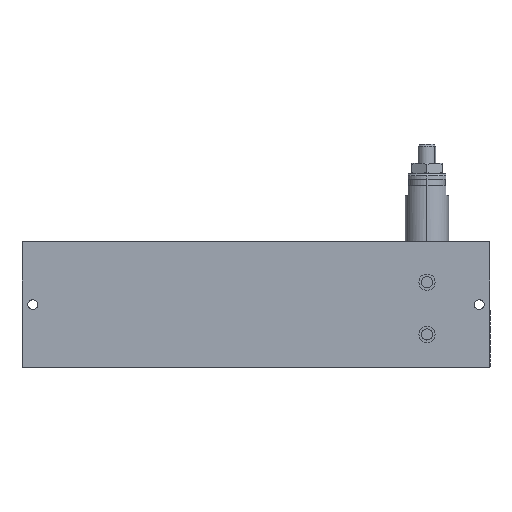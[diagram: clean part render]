
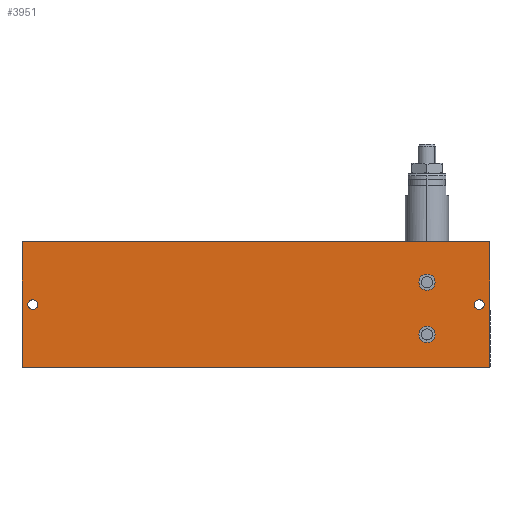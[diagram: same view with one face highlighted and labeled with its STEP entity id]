
A CAD part, front view. The second image highlights one B-rep face of the part: STEP entity #3951.
In plain terms, the highlighted planar face has unit normal (0, -1, 0).
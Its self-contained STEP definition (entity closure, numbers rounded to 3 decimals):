
#233 = FACE_BOUND ( 'NONE', #2239, .T. ) ;
#282 = DIRECTION ( 'NONE',  ( 0., 0., -1. ) ) ;
#362 = CARTESIAN_POINT ( 'NONE',  ( -286.869, 180.786, 378.046 ) ) ;
#373 = EDGE_CURVE ( 'NONE', #9671, #7913, #2778, .T. ) ;
#430 = AXIS2_PLACEMENT_3D ( 'NONE', #6322, #7062, #2538 ) ;
#470 = DIRECTION ( 'NONE',  ( 1., 0., 0. ) ) ;
#589 = AXIS2_PLACEMENT_3D ( 'NONE', #5285, #747, #6050 ) ;
#747 = DIRECTION ( 'NONE',  ( 0., 1., 0. ) ) ;
#793 = DIRECTION ( 'NONE',  ( 1., 0., 0. ) ) ;
#938 = AXIS2_PLACEMENT_3D ( 'NONE', #1425, #6733, #2195 ) ;
#987 = CIRCLE ( 'NONE', #1459, 4.5 ) ;
#1046 = CARTESIAN_POINT ( 'NONE',  ( -280.869, 180.786, 413.046 ) ) ;
#1121 = EDGE_CURVE ( 'NONE', #2526, #9154, #7375, .T. ) ;
#1158 = CARTESIAN_POINT ( 'NONE',  ( -26.869, 180.786, 448.046 ) ) ;
#1224 = VERTEX_POINT ( 'NONE', #6822 ) ;
#1263 = EDGE_CURVE ( 'NONE', #4389, #2616, #6444, .T. ) ;
#1383 = EDGE_CURVE ( 'NONE', #1224, #3525, #7968, .T. ) ;
#1393 = EDGE_CURVE ( 'NONE', #4389, #2670, #1677, .T. ) ;
#1425 = CARTESIAN_POINT ( 'NONE',  ( -61.869, 180.786, 396.546 ) ) ;
#1441 = DIRECTION ( 'NONE',  ( 0., -1., 0. ) ) ;
#1459 = AXIS2_PLACEMENT_3D ( 'NONE', #3757, #9037, #4506 ) ;
#1461 = VECTOR ( 'NONE', #7032, 1000. ) ;
#1466 = VERTEX_POINT ( 'NONE', #4194 ) ;
#1536 = ORIENTED_EDGE ( 'NONE', *, *, #373, .T. ) ;
#1545 = CARTESIAN_POINT ( 'NONE',  ( -286.869, 180.786, 448.046 ) ) ;
#1636 = ORIENTED_EDGE ( 'NONE', *, *, #2768, .F. ) ;
#1677 = LINE ( 'NONE', #6279, #1461 ) ;
#1682 = EDGE_CURVE ( 'NONE', #7913, #9671, #5460, .T. ) ;
#1810 = DIRECTION ( 'NONE',  ( 0., 0., 1. ) ) ;
#2048 = LINE ( 'NONE', #9337, #9611 ) ;
#2157 = ORIENTED_EDGE ( 'NONE', *, *, #3031, .T. ) ;
#2178 = VECTOR ( 'NONE', #793, 1000. ) ;
#2195 = DIRECTION ( 'NONE',  ( 0., 0., -1. ) ) ;
#2239 = EDGE_LOOP ( 'NONE', ( #8849, #2157 ) ) ;
#2269 = VERTEX_POINT ( 'NONE', #6463 ) ;
#2466 = CARTESIAN_POINT ( 'NONE',  ( -61.869, 180.786, 401.046 ) ) ;
#2526 = VERTEX_POINT ( 'NONE', #6869 ) ;
#2531 = AXIS2_PLACEMENT_3D ( 'NONE', #4076, #9357, #4849 ) ;
#2538 = DIRECTION ( 'NONE',  ( 0., 0., 1. ) ) ;
#2552 = DIRECTION ( 'NONE',  ( 0., 1., 0. ) ) ;
#2614 = CIRCLE ( 'NONE', #6942, 2.75 ) ;
#2616 = VERTEX_POINT ( 'NONE', #1158 ) ;
#2670 = VERTEX_POINT ( 'NONE', #7261 ) ;
#2737 = EDGE_LOOP ( 'NONE', ( #1536, #9244 ) ) ;
#2768 = EDGE_CURVE ( 'NONE', #3525, #1224, #8080, .T. ) ;
#2778 = CIRCLE ( 'NONE', #2531, 2.75 ) ;
#2927 = CIRCLE ( 'NONE', #9734, 2.75 ) ;
#3031 = EDGE_CURVE ( 'NONE', #1466, #7065, #2614, .T. ) ;
#3130 = VECTOR ( 'NONE', #470, 1000. ) ;
#3237 = DIRECTION ( 'NONE',  ( 0., -1., 0. ) ) ;
#3244 = ORIENTED_EDGE ( 'NONE', *, *, #1263, .F. ) ;
#3525 = VERTEX_POINT ( 'NONE', #9218 ) ;
#3611 = ORIENTED_EDGE ( 'NONE', *, *, #1393, .T. ) ;
#3757 = CARTESIAN_POINT ( 'NONE',  ( -61.869, 180.786, 396.546 ) ) ;
#3844 = LINE ( 'NONE', #362, #3130 ) ;
#3951 = ADVANCED_FACE ( 'NONE', ( #7804, #8309, #233, #6286, #6280 ), #4802, .F. ) ;
#3979 = EDGE_CURVE ( 'NONE', #7065, #1466, #2927, .T. ) ;
#4076 = CARTESIAN_POINT ( 'NONE',  ( -32.869, 180.786, 413.046 ) ) ;
#4194 = CARTESIAN_POINT ( 'NONE',  ( -280.869, 180.786, 410.296 ) ) ;
#4389 = VERTEX_POINT ( 'NONE', #6526 ) ;
#4506 = DIRECTION ( 'NONE',  ( 0., 0., -1. ) ) ;
#4802 = PLANE ( 'NONE',  #430 ) ;
#4849 = DIRECTION ( 'NONE',  ( 0., 0., 1. ) ) ;
#5275 = ORIENTED_EDGE ( 'NONE', *, *, #6276, .F. ) ;
#5285 = CARTESIAN_POINT ( 'NONE',  ( -32.869, 180.786, 413.046 ) ) ;
#5460 = CIRCLE ( 'NONE', #589, 2.75 ) ;
#5663 = ORIENTED_EDGE ( 'NONE', *, *, #1121, .F. ) ;
#5853 = ORIENTED_EDGE ( 'NONE', *, *, #6480, .T. ) ;
#6000 = CARTESIAN_POINT ( 'NONE',  ( -61.869, 180.786, 425.546 ) ) ;
#6050 = DIRECTION ( 'NONE',  ( 0., 0., 1. ) ) ;
#6134 = AXIS2_PLACEMENT_3D ( 'NONE', #6000, #1441, #6746 ) ;
#6276 = EDGE_CURVE ( 'NONE', #9154, #2526, #987, .T. ) ;
#6279 = CARTESIAN_POINT ( 'NONE',  ( -286.869, 180.786, 448.046 ) ) ;
#6280 = FACE_OUTER_BOUND ( 'NONE', #7187, .T. ) ;
#6286 = FACE_BOUND ( 'NONE', #2737, .T. ) ;
#6322 = CARTESIAN_POINT ( 'NONE',  ( -286.869, 180.786, 448.046 ) ) ;
#6360 = DIRECTION ( 'NONE',  ( 0., 1., 0. ) ) ;
#6444 = LINE ( 'NONE', #1545, #2178 ) ;
#6449 = EDGE_LOOP ( 'NONE', ( #5663, #5275 ) ) ;
#6463 = CARTESIAN_POINT ( 'NONE',  ( -26.869, 180.786, 378.046 ) ) ;
#6480 = EDGE_CURVE ( 'NONE', #2670, #2269, #3844, .T. ) ;
#6526 = CARTESIAN_POINT ( 'NONE',  ( -286.869, 180.786, 448.046 ) ) ;
#6733 = DIRECTION ( 'NONE',  ( 0., -1., 0. ) ) ;
#6746 = DIRECTION ( 'NONE',  ( 0., 0., -1. ) ) ;
#6822 = CARTESIAN_POINT ( 'NONE',  ( -61.869, 180.786, 421.046 ) ) ;
#6869 = CARTESIAN_POINT ( 'NONE',  ( -61.869, 180.786, 392.046 ) ) ;
#6942 = AXIS2_PLACEMENT_3D ( 'NONE', #7074, #2552, #7842 ) ;
#7032 = DIRECTION ( 'NONE',  ( 0., 0., -1. ) ) ;
#7062 = DIRECTION ( 'NONE',  ( 0., 1., 0. ) ) ;
#7065 = VERTEX_POINT ( 'NONE', #9670 ) ;
#7074 = CARTESIAN_POINT ( 'NONE',  ( -280.869, 180.786, 413.046 ) ) ;
#7089 = ORIENTED_EDGE ( 'NONE', *, *, #1383, .F. ) ;
#7187 = EDGE_LOOP ( 'NONE', ( #5853, #9129, #3244, #3611 ) ) ;
#7261 = CARTESIAN_POINT ( 'NONE',  ( -286.869, 180.786, 378.046 ) ) ;
#7375 = CIRCLE ( 'NONE', #938, 4.5 ) ;
#7548 = AXIS2_PLACEMENT_3D ( 'NONE', #7757, #3237, #8527 ) ;
#7582 = EDGE_CURVE ( 'NONE', #2616, #2269, #2048, .T. ) ;
#7757 = CARTESIAN_POINT ( 'NONE',  ( -61.869, 180.786, 425.546 ) ) ;
#7804 = FACE_BOUND ( 'NONE', #6449, .T. ) ;
#7842 = DIRECTION ( 'NONE',  ( 0., 0., 1. ) ) ;
#7849 = EDGE_LOOP ( 'NONE', ( #7089, #1636 ) ) ;
#7913 = VERTEX_POINT ( 'NONE', #9007 ) ;
#7968 = CIRCLE ( 'NONE', #7548, 4.5 ) ;
#8080 = CIRCLE ( 'NONE', #6134, 4.5 ) ;
#8309 = FACE_BOUND ( 'NONE', #7849, .T. ) ;
#8401 = CARTESIAN_POINT ( 'NONE',  ( -32.869, 180.786, 415.796 ) ) ;
#8527 = DIRECTION ( 'NONE',  ( 0., 0., -1. ) ) ;
#8849 = ORIENTED_EDGE ( 'NONE', *, *, #3979, .T. ) ;
#9007 = CARTESIAN_POINT ( 'NONE',  ( -32.869, 180.786, 410.296 ) ) ;
#9037 = DIRECTION ( 'NONE',  ( 0., -1., 0. ) ) ;
#9129 = ORIENTED_EDGE ( 'NONE', *, *, #7582, .F. ) ;
#9154 = VERTEX_POINT ( 'NONE', #2466 ) ;
#9218 = CARTESIAN_POINT ( 'NONE',  ( -61.869, 180.786, 430.046 ) ) ;
#9244 = ORIENTED_EDGE ( 'NONE', *, *, #1682, .T. ) ;
#9337 = CARTESIAN_POINT ( 'NONE',  ( -26.869, 180.786, 448.046 ) ) ;
#9357 = DIRECTION ( 'NONE',  ( 0., 1., 0. ) ) ;
#9611 = VECTOR ( 'NONE', #282, 1000. ) ;
#9670 = CARTESIAN_POINT ( 'NONE',  ( -280.869, 180.786, 415.796 ) ) ;
#9671 = VERTEX_POINT ( 'NONE', #8401 ) ;
#9734 = AXIS2_PLACEMENT_3D ( 'NONE', #1046, #6360, #1810 ) ;
